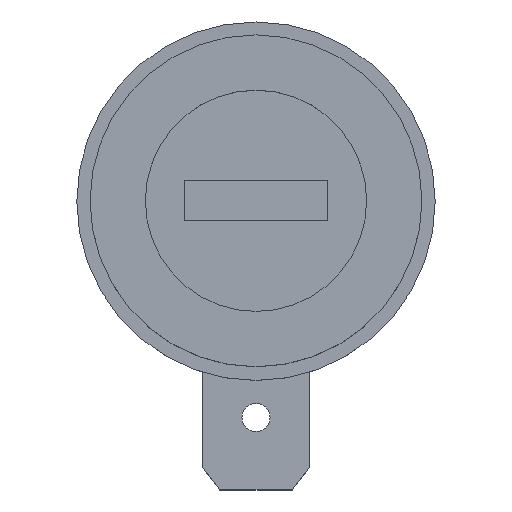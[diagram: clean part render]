
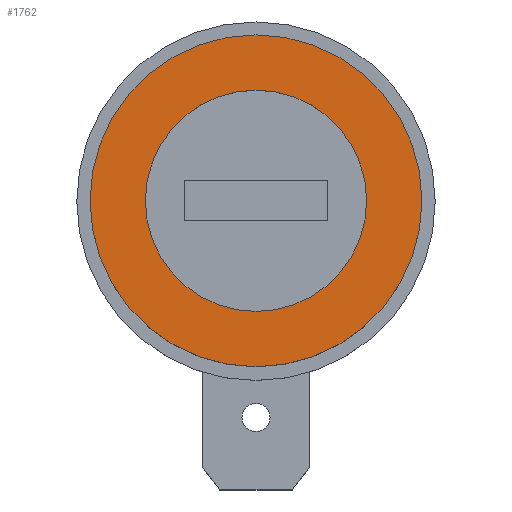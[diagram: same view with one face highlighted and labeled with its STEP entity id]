
A CAD part, top view. The second image highlights one B-rep face of the part: STEP entity #1762.
In plain terms, the highlighted planar face has unit normal (0, 0, 1).
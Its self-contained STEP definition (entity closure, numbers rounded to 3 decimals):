
#268 = CARTESIAN_POINT ( 'NONE',  ( 0., 0., 4. ) ) ;
#269 = DIRECTION ( 'NONE',  ( 0., 0., 1. ) ) ;
#270 = DIRECTION ( 'NONE',  ( -1., 0., 0. ) ) ;
#277 = CARTESIAN_POINT ( 'NONE',  ( 0., 0., 4. ) ) ;
#278 = DIRECTION ( 'NONE',  ( 0., 0., 1. ) ) ;
#279 = DIRECTION ( 'NONE',  ( -1., 0., 0. ) ) ;
#645 = CIRCLE ( 'NONE', #1046, 7.5 ) ;
#859 = CARTESIAN_POINT ( 'NONE',  ( 0., 0., 4. ) ) ;
#860 = DIRECTION ( 'NONE',  ( 0., 0., 1. ) ) ;
#861 = DIRECTION ( 'NONE',  ( -1., 0., 0. ) ) ;
#1005 = AXIS2_PLACEMENT_3D ( 'NONE', #268, #269, #270 ) ;
#1007 = AXIS2_PLACEMENT_3D ( 'NONE', #277, #278, #279 ) ;
#1046 = AXIS2_PLACEMENT_3D ( 'NONE', #859, #860, #861 ) ;
#1280 = CIRCLE ( 'NONE', #1005, 5. ) ;
#1283 = CIRCLE ( 'NONE', #1007, 7.5 ) ;
#1513 = AXIS2_PLACEMENT_3D ( 'NONE', #2990, #2968, #2987 ) ;
#1555 = AXIS2_PLACEMENT_3D ( 'NONE', #3801, #3802, #3803 ) ;
#1600 = CARTESIAN_POINT ( 'NONE',  ( 5., 0., 4. ) ) ;
#1762 = ADVANCED_FACE ( 'NONE', ( #3192, #3197 ), #2971, .F. ) ;
#1998 = VERTEX_POINT ( 'NONE', #3611 ) ;
#2061 = EDGE_LOOP ( 'NONE', ( #2136, #2137 ) ) ;
#2094 = EDGE_LOOP ( 'NONE', ( #2138, #2139 ) ) ;
#2136 = ORIENTED_EDGE ( 'NONE', *, *, #2622, .F. ) ;
#2137 = ORIENTED_EDGE ( 'NONE', *, *, #2904, .F. ) ;
#2138 = ORIENTED_EDGE ( 'NONE', *, *, #2906, .T. ) ;
#2139 = ORIENTED_EDGE ( 'NONE', *, *, #3135, .T. ) ;
#2579 = VERTEX_POINT ( 'NONE', #3784 ) ;
#2581 = VERTEX_POINT ( 'NONE', #2988 ) ;
#2582 = VERTEX_POINT ( 'NONE', #1600 ) ;
#2622 = EDGE_CURVE ( 'NONE', #2579, #2582, #3261, .T. ) ;
#2904 = EDGE_CURVE ( 'NONE', #2582, #2579, #1280, .T. ) ;
#2906 = EDGE_CURVE ( 'NONE', #2581, #1998, #1283, .T. ) ;
#2968 = DIRECTION ( 'NONE',  ( 0., 0., -1. ) ) ;
#2971 = PLANE ( 'NONE',  #1513 ) ;
#2987 = DIRECTION ( 'NONE',  ( 0., -1., 0. ) ) ;
#2988 = CARTESIAN_POINT ( 'NONE',  ( -7.5, 0., 4. ) ) ;
#2990 = CARTESIAN_POINT ( 'NONE',  ( 7.8, 7.8, 4. ) ) ;
#3135 = EDGE_CURVE ( 'NONE', #1998, #2581, #645, .T. ) ;
#3192 = FACE_BOUND ( 'NONE', #2061, .T. ) ;
#3197 = FACE_OUTER_BOUND ( 'NONE', #2094, .T. ) ;
#3261 = CIRCLE ( 'NONE', #1555, 5. ) ;
#3611 = CARTESIAN_POINT ( 'NONE',  ( 7.5, 0., 4. ) ) ;
#3784 = CARTESIAN_POINT ( 'NONE',  ( -5., 0., 4. ) ) ;
#3801 = CARTESIAN_POINT ( 'NONE',  ( 0., 0., 4. ) ) ;
#3802 = DIRECTION ( 'NONE',  ( 0., 0., 1. ) ) ;
#3803 = DIRECTION ( 'NONE',  ( -1., 0., 0. ) ) ;
